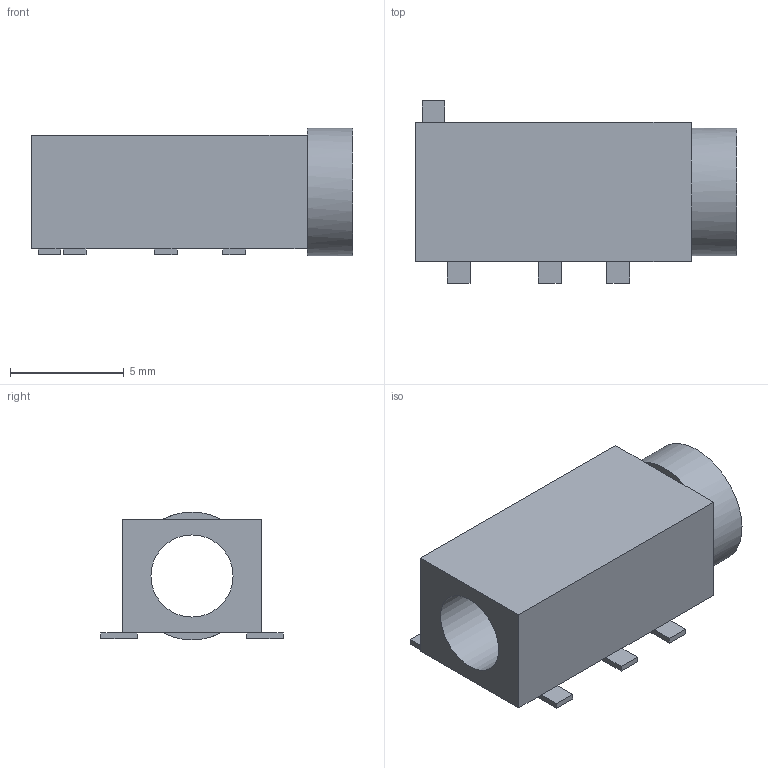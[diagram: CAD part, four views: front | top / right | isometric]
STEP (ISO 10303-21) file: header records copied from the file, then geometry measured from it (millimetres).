
FILE_DESCRIPTION(/* description */ (''),/* implementation_level */ '2;1');
FILE_NAME(/* name */ 'TRRS20153.step',/* time_stamp */ '2020-10-15T10:34:13-05:00',/* author */ (''),/* organization */ (''),/* preprocessor_version */ 'ST-DEVELOPER v16',/* originating_system */ 'SIEMENS PLM Software NX 10.0',/* authorisation */ '');
FILE_SCHEMA (('AUTOMOTIVE_DESIGN { 1 0 10303 214 3 1 1 1 }'));
Length unit declared in the file: millimetre
Products named in the file (1): TTRS20153
Bounding box: 14.1 x 8 x 5.6 mm (x, y, z)
Volume: 276.4 mm3; surface area: 518.8 mm2
Topology: 1 solids, 1 shells, 36 faces, 91 edges, 57 vertices
Faces by surface type: plane 34, cylinder 2
Full cylindrical faces by diameter (mm): 3.6 x1, 5.6 x1
Entity records: 1237 total; most frequent: CARTESIAN_POINT 179, ORIENTED_EDGE 174, DIRECTION 168, EDGE_CURVE 87, LINE 80, VECTOR 80, VERTEX_POINT 55, AXIS2_PLACEMENT_3D 44
